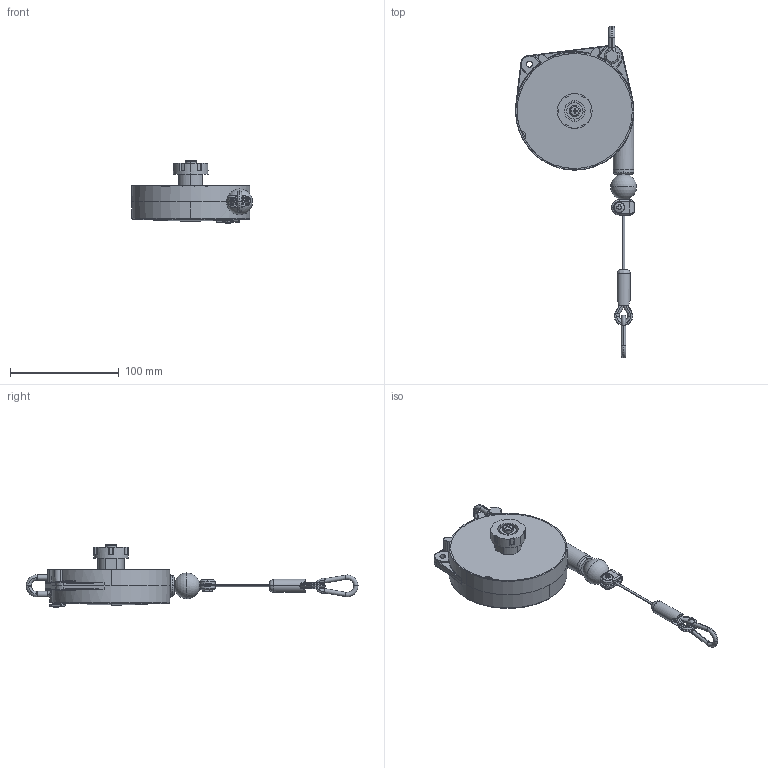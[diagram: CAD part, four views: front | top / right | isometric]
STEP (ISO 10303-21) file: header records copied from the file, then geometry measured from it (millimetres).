
FILE_DESCRIPTION (( 'STEP AP214' ), '1' );
FILE_NAME ('0014027.step', '2023-02-13T14:28:17', ( '' ), ( '' ), 'SwSTEP 2.0', 'SolidWorks 2020', '' );
FILE_SCHEMA (( 'AUTOMOTIVE_DESIGN' ));
Length unit declared in the file: millimetre
Products named in the file (1): 0014027
Bounding box: 111.4 x 305.67 x 58.84 mm (x, y, z)
Surface area: 57942.5 mm2 (no closed solid volume)
Topology: 0 solids, 25 shells, 437 faces, 1178 edges, 721 vertices
Faces by surface type: plane 135, cylinder 133, torus 93, bspline 43, cone 25, sphere 8
Entity records: 26073 total; most frequent: CARTESIAN_POINT 10961, DIRECTION 2133, ORIENTED_EDGE 2079, EDGE_CURVE 1152, AXIS2_PLACEMENT_3D 861, VERTEX_POINT 721, EDGE_LOOP 467, CIRCLE 466
